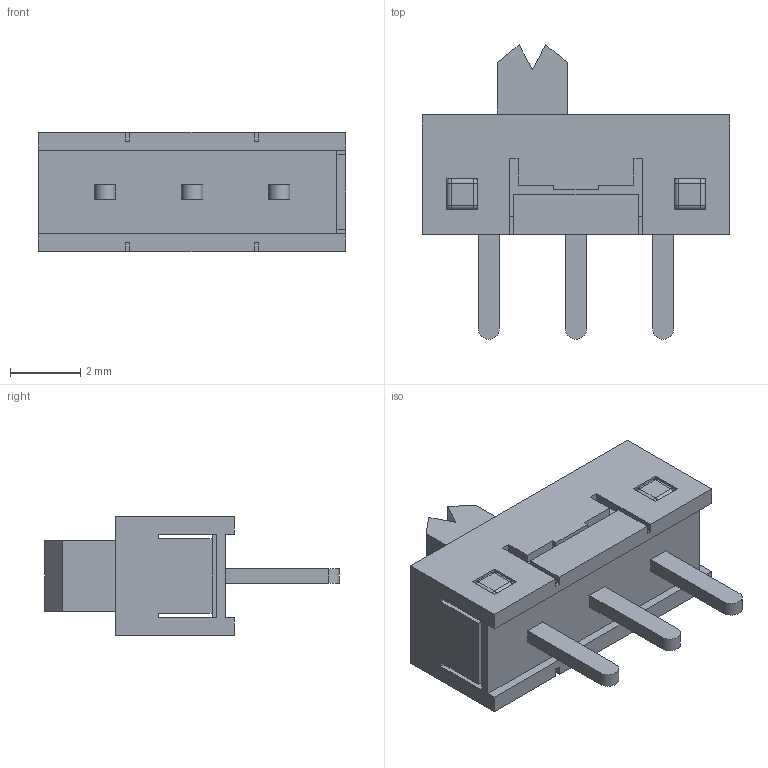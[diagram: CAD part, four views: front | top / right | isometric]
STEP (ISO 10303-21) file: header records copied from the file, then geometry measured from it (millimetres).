
FILE_DESCRIPTION (( 'STEP AP214' ), '1' );
FILE_NAME ('SSA12G.STEP', '2019-08-01T11:19:19', ( '' ), ( '' ), 'SwSTEP 2.0', 'SolidWorks 2017', '' );
FILE_SCHEMA (( 'AUTOMOTIVE_DESIGN' ));
Length unit declared in the file: inch
Products named in the file (1): SSA12G
Bounding box: 8.79 x 8.41 x 3.4 mm (x, y, z)
Volume: 51.6 mm3; surface area: 469.4 mm2
Topology: 6 solids, 6 shells, 233 faces, 609 edges, 376 vertices
Faces by surface type: plane 182, cylinder 35, sphere 16
Entity records: 7020 total; most frequent: CARTESIAN_POINT 1203, ORIENTED_EDGE 1186, DIRECTION 1131, EDGE_CURVE 593, VECTOR 523, LINE 523, VERTEX_POINT 376, AXIS2_PLACEMENT_3D 304
